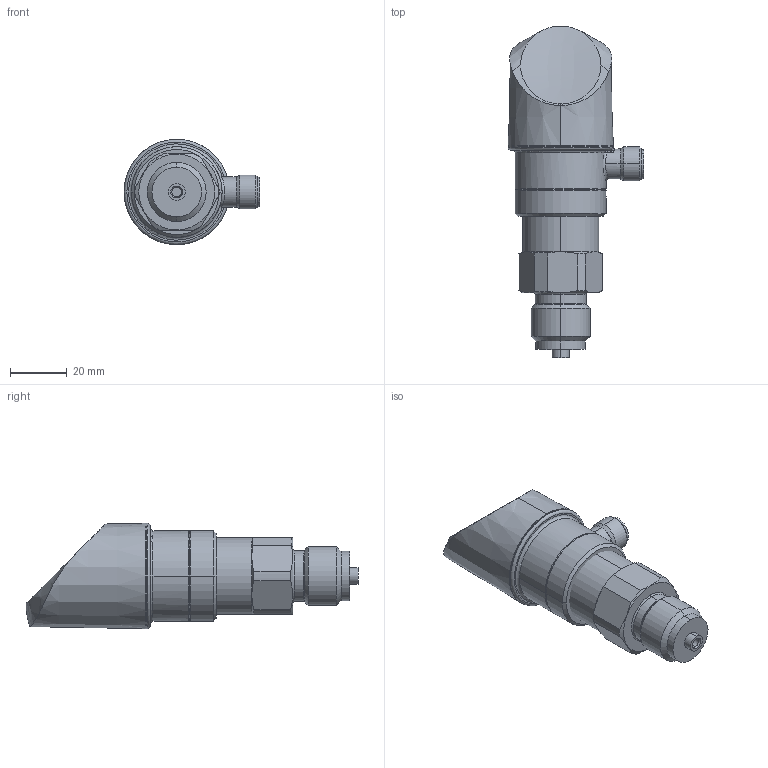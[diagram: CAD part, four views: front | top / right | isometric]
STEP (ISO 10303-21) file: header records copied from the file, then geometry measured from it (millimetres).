
FILE_DESCRIPTION (( 'STEP AP214' ), '1' );
FILE_NAME ('8381.XX.XX.11.32.STEP', '2017-06-27T07:38:10', ( 'upgadmin' ), ( 'Hewlett-Packard Company' ), 'SwSTEP 2.0', 'SolidWorks 2016', '' );
FILE_SCHEMA (( 'AUTOMOTIVE_DESIGN' ));
Length unit declared in the file: millimetre
Products named in the file (5): 8381.XX.XX.11.32; Display-4Pol; C29321_11
Assembly tree (2 placements, depth 2):
  8381.XX.XX.11.32
    C29321_11
    Display-4Pol
  Display-4Pol
  C29321_11
Bounding box: 48 x 117.24 x 37.2 mm (x, y, z)
Volume: 74772.3 mm3; surface area: 15657.1 mm2
Topology: 2 solids, 2 shells, 156 faces, 354 edges, 209 vertices
Faces by surface type: cylinder 51, cone 32, plane 30, torus 24, bspline 17, sphere 2
Entity records: 7772 total; most frequent: CARTESIAN_POINT 3500, DIRECTION 737, ORIENTED_EDGE 700, EDGE_CURVE 350, AXIS2_PLACEMENT_3D 320, VERTEX_POINT 209, CIRCLE 175, EDGE_LOOP 169
